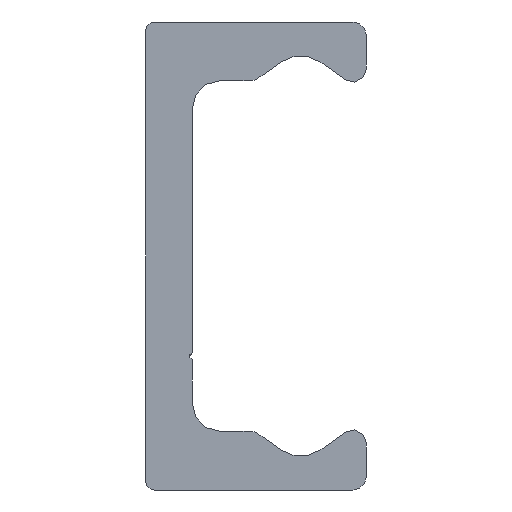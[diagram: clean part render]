
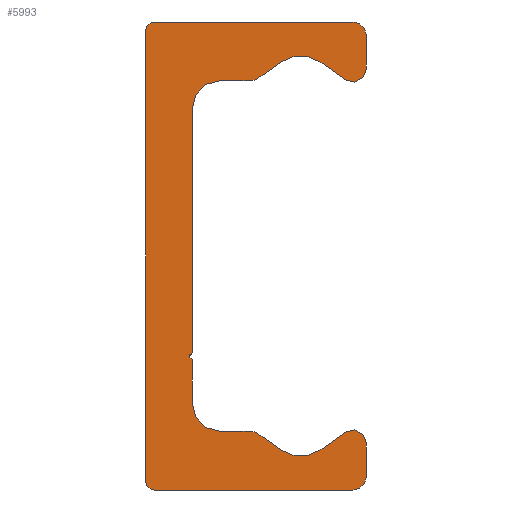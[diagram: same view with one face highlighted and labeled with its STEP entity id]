
A CAD part, left-side view. The second image highlights one B-rep face of the part: STEP entity #5993.
In plain terms, the highlighted planar face has unit normal (-1, 0, 0).
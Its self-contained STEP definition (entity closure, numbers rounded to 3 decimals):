
#4840=CARTESIAN_POINT('',(0.0,4.75,-7.25));
#4841=VERTEX_POINT('',#4840);
#4848=CARTESIAN_POINT('',(0.0,4.75,-7.75));
#4849=VERTEX_POINT('',#4848);
#4850=CARTESIAN_POINT('',(0.0,4.75,-7.5));
#4851=DIRECTION('',(-1.0,0.0,0.0));
#4852=DIRECTION('',(0.0,0.0,1.0));
#4853=AXIS2_PLACEMENT_3D('',#4850,#4851,#4852);
#4854=CIRCLE('',#4853,0.25);
#4855=EDGE_CURVE('',#4841,#4849,#4854,.T.);
#4965=CARTESIAN_POINT('',(0.0,4.75,11.1));
#4966=VERTEX_POINT('',#4965);
#4973=CARTESIAN_POINT('',(0.0,4.75,11.1));
#4974=DIRECTION('',(0.0,0.0,-1.0));
#4975=VECTOR('',#4974,18.35);
#4976=LINE('',#4973,#4975);
#4977=EDGE_CURVE('',#4966,#4841,#4976,.T.);
#5085=CARTESIAN_POINT('',(0.0,7.6,-17.5));
#5086=VERTEX_POINT('',#5085);
#5093=CARTESIAN_POINT('',(0.0,8.25,-16.85));
#5094=VERTEX_POINT('',#5093);
#5095=CARTESIAN_POINT('',(0.0,7.6,-16.85));
#5096=DIRECTION('',(1.0,0.0,0.0));
#5097=DIRECTION('',(0.0,0.0,-1.0));
#5098=AXIS2_PLACEMENT_3D('',#5095,#5096,#5097);
#5099=CIRCLE('',#5098,0.65);
#5100=EDGE_CURVE('',#5086,#5094,#5099,.T.);
#5124=CARTESIAN_POINT('',(0.0,-7.25,-17.5));
#5125=VERTEX_POINT('',#5124);
#5132=CARTESIAN_POINT('',(0.0,-7.25,-17.5));
#5133=DIRECTION('',(0.0,1.0,0.0));
#5134=VECTOR('',#5133,14.85);
#5135=LINE('',#5132,#5134);
#5136=EDGE_CURVE('',#5125,#5086,#5135,.T.);
#5156=CARTESIAN_POINT('',(0.0,-8.25,-16.5));
#5157=VERTEX_POINT('',#5156);
#5164=CARTESIAN_POINT('',(0.0,-7.25,-16.5));
#5165=DIRECTION('',(1.0,0.0,0.0));
#5166=DIRECTION('',(0.0,-1.0,0.0));
#5167=AXIS2_PLACEMENT_3D('',#5164,#5165,#5166);
#5168=CIRCLE('',#5167,1.0);
#5169=EDGE_CURVE('',#5157,#5125,#5168,.T.);
#5188=CARTESIAN_POINT('',(0.0,-8.25,-13.98));
#5189=VERTEX_POINT('',#5188);
#5196=CARTESIAN_POINT('',(0.0,-8.25,-13.98));
#5197=DIRECTION('',(0.0,0.0,-1.0));
#5198=VECTOR('',#5197,2.52);
#5199=LINE('',#5196,#5198);
#5200=EDGE_CURVE('',#5189,#5157,#5199,.T.);
#5220=CARTESIAN_POINT('',(0.0,-6.708,-13.177));
#5221=VERTEX_POINT('',#5220);
#5228=CARTESIAN_POINT('',(0.0,-7.27,-13.98));
#5229=DIRECTION('',(1.0,0.0,0.0));
#5230=DIRECTION('',(0.0,0.574,0.819));
#5231=AXIS2_PLACEMENT_3D('',#5228,#5229,#5230);
#5232=CIRCLE('',#5231,0.98);
#5233=EDGE_CURVE('',#5221,#5189,#5232,.T.);
#5252=CARTESIAN_POINT('',(0.0,-4.784,-14.524));
#5253=VERTEX_POINT('',#5252);
#5260=CARTESIAN_POINT('',(0.0,-4.784,-14.524));
#5261=DIRECTION('',(0.0,-0.819,0.574));
#5262=VECTOR('',#5261,2.349);
#5263=LINE('',#5260,#5262);
#5264=EDGE_CURVE('',#5253,#5221,#5263,.T.);
#5284=CARTESIAN_POINT('',(0.0,-1.916,-14.524));
#5285=VERTEX_POINT('',#5284);
#5292=CARTESIAN_POINT('',(0.0,-3.35,-12.477));
#5293=DIRECTION('',(-1.0,0.0,0.0));
#5294=DIRECTION('',(0.0,0.574,0.819));
#5295=AXIS2_PLACEMENT_3D('',#5292,#5293,#5294);
#5296=CIRCLE('',#5295,2.5);
#5297=EDGE_CURVE('',#5285,#5253,#5296,.T.);
#5316=CARTESIAN_POINT('',(0.0,-0.14,-13.281));
#5317=VERTEX_POINT('',#5316);
#5324=CARTESIAN_POINT('',(0.0,-0.14,-13.281));
#5325=DIRECTION('',(0.0,-0.819,-0.574));
#5326=VECTOR('',#5325,2.168);
#5327=LINE('',#5324,#5326);
#5328=EDGE_CURVE('',#5317,#5285,#5327,.T.);
#5348=CARTESIAN_POINT('',(0.0,0.433,-13.1));
#5349=VERTEX_POINT('',#5348);
#5356=CARTESIAN_POINT('',(0.0,0.433,-14.1));
#5357=DIRECTION('',(1.0,0.0,0.0));
#5358=DIRECTION('',(0.0,0.0,1.0));
#5359=AXIS2_PLACEMENT_3D('',#5356,#5357,#5358);
#5360=CIRCLE('',#5359,1.);
#5361=EDGE_CURVE('',#5349,#5317,#5360,.T.);
#5380=CARTESIAN_POINT('',(0.0,2.75,-13.1));
#5381=VERTEX_POINT('',#5380);
#5388=CARTESIAN_POINT('',(0.0,2.75,-13.1));
#5389=DIRECTION('',(0.0,-1.0,0.0));
#5390=VECTOR('',#5389,2.317);
#5391=LINE('',#5388,#5390);
#5392=EDGE_CURVE('',#5381,#5349,#5391,.T.);
#5412=CARTESIAN_POINT('',(0.0,4.75,-11.1));
#5413=VERTEX_POINT('',#5412);
#5420=CARTESIAN_POINT('',(0.0,2.75,-11.1));
#5421=DIRECTION('',(-1.0,0.0,0.0));
#5422=DIRECTION('',(0.0,0.0,1.0));
#5423=AXIS2_PLACEMENT_3D('',#5420,#5421,#5422);
#5424=CIRCLE('',#5423,2.0);
#5425=EDGE_CURVE('',#5413,#5381,#5424,.T.);
#5443=CARTESIAN_POINT('',(0.0,4.75,-7.75));
#5444=DIRECTION('',(0.0,0.0,-1.0));
#5445=VECTOR('',#5444,3.35);
#5446=LINE('',#5443,#5445);
#5447=EDGE_CURVE('',#4849,#5413,#5446,.T.);
#5467=CARTESIAN_POINT('',(0.0,2.75,13.1));
#5468=VERTEX_POINT('',#5467);
#5475=CARTESIAN_POINT('',(0.0,2.75,11.1));
#5476=DIRECTION('',(-1.0,0.0,0.0));
#5477=DIRECTION('',(0.0,-1.0,0.0));
#5478=AXIS2_PLACEMENT_3D('',#5475,#5476,#5477);
#5479=CIRCLE('',#5478,2.0);
#5480=EDGE_CURVE('',#5468,#4966,#5479,.T.);
#5499=CARTESIAN_POINT('',(0.0,0.433,13.1));
#5500=VERTEX_POINT('',#5499);
#5507=CARTESIAN_POINT('',(0.0,0.433,13.1));
#5508=DIRECTION('',(0.0,1.0,0.0));
#5509=VECTOR('',#5508,2.317);
#5510=LINE('',#5507,#5509);
#5511=EDGE_CURVE('',#5500,#5468,#5510,.T.);
#5531=CARTESIAN_POINT('',(0.0,-0.14,13.281));
#5532=VERTEX_POINT('',#5531);
#5539=CARTESIAN_POINT('',(0.0,0.433,14.1));
#5540=DIRECTION('',(1.0,0.0,0.0));
#5541=DIRECTION('',(0.0,-0.574,-0.819));
#5542=AXIS2_PLACEMENT_3D('',#5539,#5540,#5541);
#5543=CIRCLE('',#5542,1.);
#5544=EDGE_CURVE('',#5532,#5500,#5543,.T.);
#5563=CARTESIAN_POINT('',(0.0,-1.916,14.524));
#5564=VERTEX_POINT('',#5563);
#5571=CARTESIAN_POINT('',(0.0,-1.916,14.524));
#5572=DIRECTION('',(0.0,0.819,-0.574));
#5573=VECTOR('',#5572,2.168);
#5574=LINE('',#5571,#5573);
#5575=EDGE_CURVE('',#5564,#5532,#5574,.T.);
#5595=CARTESIAN_POINT('',(0.0,-4.784,14.524));
#5596=VERTEX_POINT('',#5595);
#5603=CARTESIAN_POINT('',(0.0,-3.35,12.477));
#5604=DIRECTION('',(-1.0,0.0,0.0));
#5605=DIRECTION('',(0.0,-0.574,-0.819));
#5606=AXIS2_PLACEMENT_3D('',#5603,#5604,#5605);
#5607=CIRCLE('',#5606,2.5);
#5608=EDGE_CURVE('',#5596,#5564,#5607,.T.);
#5627=CARTESIAN_POINT('',(0.0,-6.708,13.177));
#5628=VERTEX_POINT('',#5627);
#5635=CARTESIAN_POINT('',(0.0,-6.708,13.177));
#5636=DIRECTION('',(0.0,0.819,0.574));
#5637=VECTOR('',#5636,2.349);
#5638=LINE('',#5635,#5637);
#5639=EDGE_CURVE('',#5628,#5596,#5638,.T.);
#5659=CARTESIAN_POINT('',(0.0,-8.25,13.98));
#5660=VERTEX_POINT('',#5659);
#5667=CARTESIAN_POINT('',(0.0,-7.27,13.98));
#5668=DIRECTION('',(1.0,0.0,0.0));
#5669=DIRECTION('',(0.0,-1.0,0.0));
#5670=AXIS2_PLACEMENT_3D('',#5667,#5668,#5669);
#5671=CIRCLE('',#5670,0.98);
#5672=EDGE_CURVE('',#5660,#5628,#5671,.T.);
#5691=CARTESIAN_POINT('',(0.0,-8.25,16.5));
#5692=VERTEX_POINT('',#5691);
#5699=CARTESIAN_POINT('',(0.0,-8.25,16.5));
#5700=DIRECTION('',(0.0,0.0,-1.0));
#5701=VECTOR('',#5700,2.52);
#5702=LINE('',#5699,#5701);
#5703=EDGE_CURVE('',#5692,#5660,#5702,.T.);
#5723=CARTESIAN_POINT('',(0.0,-7.25,17.5));
#5724=VERTEX_POINT('',#5723);
#5731=CARTESIAN_POINT('',(0.0,-7.25,16.5));
#5732=DIRECTION('',(1.0,0.0,0.0));
#5733=DIRECTION('',(0.0,0.0,1.0));
#5734=AXIS2_PLACEMENT_3D('',#5731,#5732,#5733);
#5735=CIRCLE('',#5734,1.0);
#5736=EDGE_CURVE('',#5724,#5692,#5735,.T.);
#5755=CARTESIAN_POINT('',(0.0,7.6,17.5));
#5756=VERTEX_POINT('',#5755);
#5763=CARTESIAN_POINT('',(0.0,7.6,17.5));
#5764=DIRECTION('',(0.0,-1.0,0.0));
#5765=VECTOR('',#5764,14.85);
#5766=LINE('',#5763,#5765);
#5767=EDGE_CURVE('',#5756,#5724,#5766,.T.);
#5787=CARTESIAN_POINT('',(0.0,8.25,16.85));
#5788=VERTEX_POINT('',#5787);
#5795=CARTESIAN_POINT('',(0.0,7.6,16.85));
#5796=DIRECTION('',(1.0,0.0,0.0));
#5797=DIRECTION('',(0.0,1.0,0.0));
#5798=AXIS2_PLACEMENT_3D('',#5795,#5796,#5797);
#5799=CIRCLE('',#5798,0.65);
#5800=EDGE_CURVE('',#5788,#5756,#5799,.T.);
#5818=CARTESIAN_POINT('',(0.0,8.25,-16.85));
#5819=DIRECTION('',(0.0,0.0,1.0));
#5820=VECTOR('',#5819,33.7);
#5821=LINE('',#5818,#5820);
#5822=EDGE_CURVE('',#5094,#5788,#5821,.T.);
#5960=CARTESIAN_POINT('',(0.0,2.258,-0.017));
#5961=DIRECTION('',(1.0,0.0,0.0));
#5962=DIRECTION('',(0.0,0.0,-1.0));
#5963=AXIS2_PLACEMENT_3D('',#5960,#5961,#5962);
#5964=PLANE('',#5963);
#5965=ORIENTED_EDGE('',*,*,#5822,.F.);
#5966=ORIENTED_EDGE('',*,*,#5100,.F.);
#5967=ORIENTED_EDGE('',*,*,#5136,.F.);
#5968=ORIENTED_EDGE('',*,*,#5169,.F.);
#5969=ORIENTED_EDGE('',*,*,#5200,.F.);
#5970=ORIENTED_EDGE('',*,*,#5233,.F.);
#5971=ORIENTED_EDGE('',*,*,#5264,.F.);
#5972=ORIENTED_EDGE('',*,*,#5297,.F.);
#5973=ORIENTED_EDGE('',*,*,#5328,.F.);
#5974=ORIENTED_EDGE('',*,*,#5361,.F.);
#5975=ORIENTED_EDGE('',*,*,#5392,.F.);
#5976=ORIENTED_EDGE('',*,*,#5425,.F.);
#5977=ORIENTED_EDGE('',*,*,#5447,.F.);
#5978=ORIENTED_EDGE('',*,*,#4855,.F.);
#5979=ORIENTED_EDGE('',*,*,#4977,.F.);
#5980=ORIENTED_EDGE('',*,*,#5480,.F.);
#5981=ORIENTED_EDGE('',*,*,#5511,.F.);
#5982=ORIENTED_EDGE('',*,*,#5544,.F.);
#5983=ORIENTED_EDGE('',*,*,#5575,.F.);
#5984=ORIENTED_EDGE('',*,*,#5608,.F.);
#5985=ORIENTED_EDGE('',*,*,#5639,.F.);
#5986=ORIENTED_EDGE('',*,*,#5672,.F.);
#5987=ORIENTED_EDGE('',*,*,#5703,.F.);
#5988=ORIENTED_EDGE('',*,*,#5736,.F.);
#5989=ORIENTED_EDGE('',*,*,#5767,.F.);
#5990=ORIENTED_EDGE('',*,*,#5800,.F.);
#5991=EDGE_LOOP('',(#5965,#5966,#5967,#5968,#5969,#5970,#5971,#5972,#5973,#5974,#5975,#5976,#5977,#5978,#5979,#5980,#5981,#5982,#5983,#5984,#5985,#5986,#5987,#5988,#5989,#5990));
#5992=FACE_OUTER_BOUND('',#5991,.T.);
#5993=ADVANCED_FACE('',(#5992),#5964,.F.);
